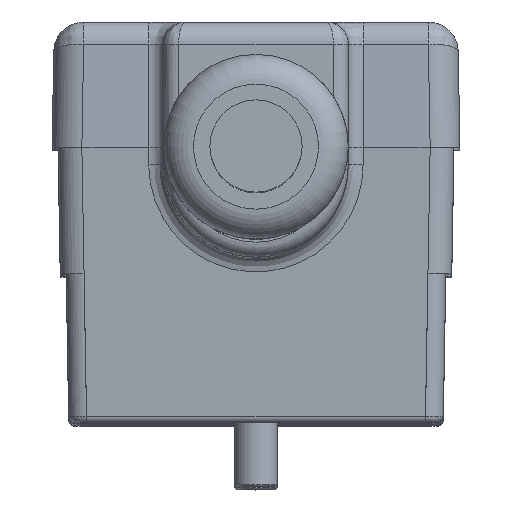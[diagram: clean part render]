
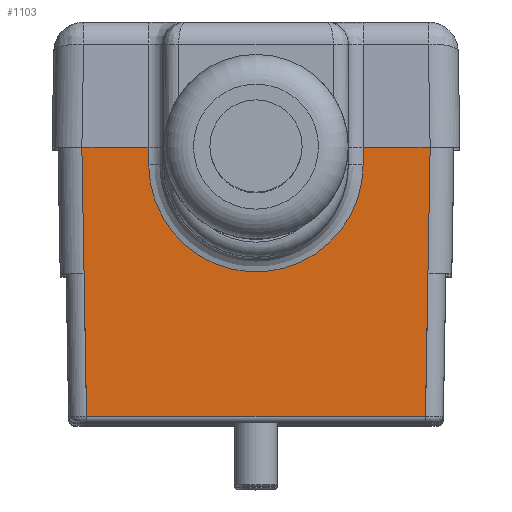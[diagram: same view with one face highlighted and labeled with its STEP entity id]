
A CAD part, top view. The second image highlights one B-rep face of the part: STEP entity #1103.
In plain terms, the highlighted planar face has unit normal (0, -0.018, 1).
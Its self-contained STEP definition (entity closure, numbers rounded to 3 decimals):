
#220=ELLIPSE('',#8264,7.201,7.2);
#1103=ADVANCED_FACE('',(#1766),#1385,.F.);
#1385=PLANE('',#8438);
#1766=FACE_OUTER_BOUND('',#2238,.T.);
#2238=EDGE_LOOP('',(#4157,#4158,#4159,#4160,#4161,#4162,#4163,#4164));
#4157=ORIENTED_EDGE('',*,*,#5989,.T.);
#4158=ORIENTED_EDGE('',*,*,#5992,.T.);
#4159=ORIENTED_EDGE('',*,*,#6254,.F.);
#4160=ORIENTED_EDGE('',*,*,#6066,.T.);
#4161=ORIENTED_EDGE('',*,*,#6021,.T.);
#4162=ORIENTED_EDGE('',*,*,#6051,.T.);
#4163=ORIENTED_EDGE('',*,*,#6253,.F.);
#4164=ORIENTED_EDGE('',*,*,#5986,.T.);
#5055=VERTEX_POINT('',#12917);
#5058=VERTEX_POINT('',#12924);
#5060=VERTEX_POINT('',#12930);
#5062=VERTEX_POINT('',#12965);
#5073=VERTEX_POINT('',#13028);
#5077=VERTEX_POINT('',#13062);
#5097=VERTEX_POINT('',#13169);
#5106=VERTEX_POINT('',#13196);
#5986=EDGE_CURVE('',#5055,#5058,#6819,.T.);
#5989=EDGE_CURVE('',#5058,#5060,#220,.T.);
#5992=EDGE_CURVE('',#5060,#5062,#6821,.T.);
#6021=EDGE_CURVE('',#5077,#5073,#6834,.T.);
#6051=EDGE_CURVE('',#5073,#5097,#6847,.T.);
#6066=EDGE_CURVE('',#5106,#5077,#6853,.T.);
#6253=EDGE_CURVE('',#5055,#5097,#6994,.T.);
#6254=EDGE_CURVE('',#5106,#5062,#6995,.T.);
#6819=LINE('',#12925,#7525);
#6821=LINE('',#12966,#7527);
#6834=LINE('',#13065,#7540);
#6847=LINE('',#13168,#7553);
#6853=LINE('',#13195,#7559);
#6994=LINE('',#13619,#7700);
#6995=LINE('',#13621,#7701);
#7525=VECTOR('',#9939,1.);
#7527=VECTOR('',#9951,1.);
#7540=VECTOR('',#10008,1.);
#7553=VECTOR('',#10069,1.);
#7559=VECTOR('',#10099,1.);
#7700=VECTOR('',#10462,1.);
#7701=VECTOR('',#10465,1.);
#8264=AXIS2_PLACEMENT_3D('',#12931,#9945,#9946);
#8438=AXIS2_PLACEMENT_3D('',#13623,#10468,#10469);
#9939=DIRECTION('',(0.,-1.,-0.017));
#9945=DIRECTION('',(0.,0.017,-1.));
#9946=DIRECTION('',(0.,1.,0.017));
#9951=DIRECTION('',(0.,1.,0.017));
#10008=DIRECTION('',(1.,0.,0.));
#10069=DIRECTION('',(0.017,1.,0.017));
#10099=DIRECTION('',(0.017,-1.,-0.017));
#10462=DIRECTION('',(1.,0.,0.));
#10465=DIRECTION('',(1.,0.,0.));
#10468=DIRECTION('',(0.,0.017,-1.));
#10469=DIRECTION('',(0.,-1.,-0.017));
#12917=CARTESIAN_POINT('',(7.2,0.,113.9));
#12924=CARTESIAN_POINT('',(7.2,-1.183,113.879));
#12925=CARTESIAN_POINT('',(7.2,-1.2,113.879));
#12930=CARTESIAN_POINT('',(-7.2,-1.183,113.879));
#12931=CARTESIAN_POINT('',(0.,-1.183,113.879));
#12965=CARTESIAN_POINT('',(-7.2,0.,113.9));
#12966=CARTESIAN_POINT('',(-7.2,0.,113.9));
#13028=CARTESIAN_POINT('',(11.384,-18.107,113.584));
#13062=CARTESIAN_POINT('',(-11.384,-18.107,113.584));
#13065=CARTESIAN_POINT('',(11.377,-18.107,113.584));
#13168=CARTESIAN_POINT('',(11.368,-19.047,113.568));
#13169=CARTESIAN_POINT('',(11.7,0.,113.9));
#13195=CARTESIAN_POINT('',(-11.552,-8.472,113.752));
#13196=CARTESIAN_POINT('',(-11.7,0.,113.9));
#13619=CARTESIAN_POINT('',(14.45,0.,113.9));
#13621=CARTESIAN_POINT('',(14.45,0.,113.9));
#13623=CARTESIAN_POINT('',(-20.,-18.5,113.577));
